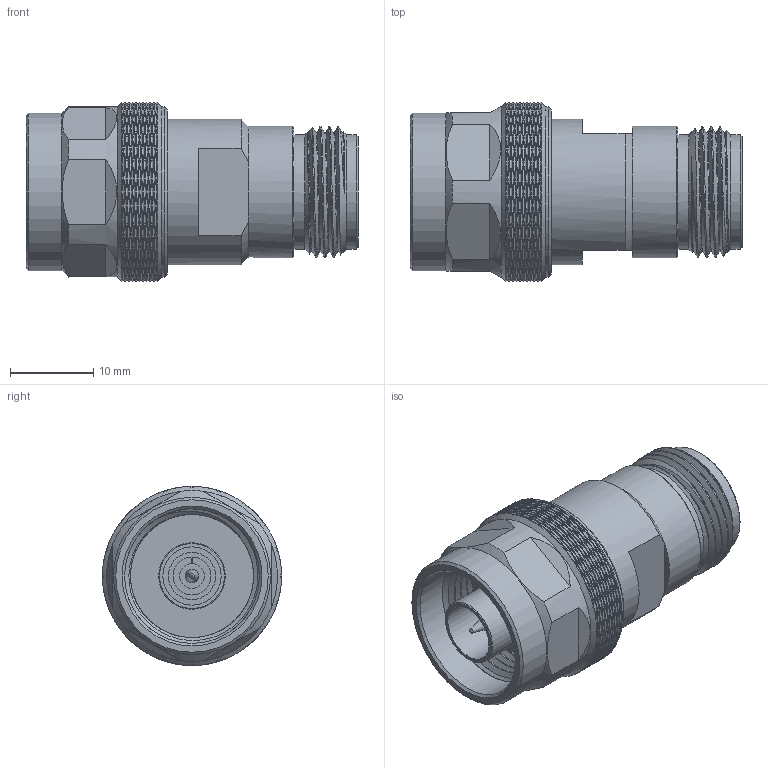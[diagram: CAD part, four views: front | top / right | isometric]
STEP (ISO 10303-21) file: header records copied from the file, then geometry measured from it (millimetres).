
FILE_DESCRIPTION(/* description */ ('Unknown'),/* implementation_level */ '2;1');
FILE_NAME(/* name */ '64404204111000',/* time_stamp */ '2022-11-10T10:54:41+01:00',/* author */ ('Unknown'),/* organization */ ('Unknown'),/* preprocessor_version */ 'ST-DEVELOPER v18.102',/* originating_system */ 'Solid Edge',/* authorisation */ 'Unknown');
FILE_SCHEMA (('AUTOMOTIVE_DESIGN {1 0 10303 214 3 1 1}'));
Products named in the file (1): 64404204111000
Bounding box: 39.92 x 21.54 x 21.54 mm (x, y, z)
Volume: 7006.2 mm3; surface area: 7572.1 mm2
Topology: 1 solids, 1 shells, 2207 faces, 4465 edges, 2282 vertices
Faces by surface type: bspline 1604, cylinder 460, plane 108, cone 33, torus 2
Full cylindrical faces by diameter (mm): 1.55 x1, 1.6 x2, 1.97 x2, 2.45 x2, 2.95 x2, 4.56 x1, 4.6 x1, 5.66 x2, 7 x2, 8 x1, 11.3 x1, 13.8 x2, 14.9 x1, 15.6 x1, 15.8 x1, 16.22 x1, 17.5 x2, 17.7 x2, 18.93 x1, 19.5 x1, 20.53 x2
Entity records: 92962 total; most frequent: CARTESIAN_POINT 48481, ORIENTED_EDGE 8762, EDGE_CURVE 4381, B_SPLINE_CURVE_WITH_KNOTS 3234, FACE_BOUND 2285, EDGE_LOOP 2284, VERTEX_POINT 2252, STYLED_ITEM 2205
